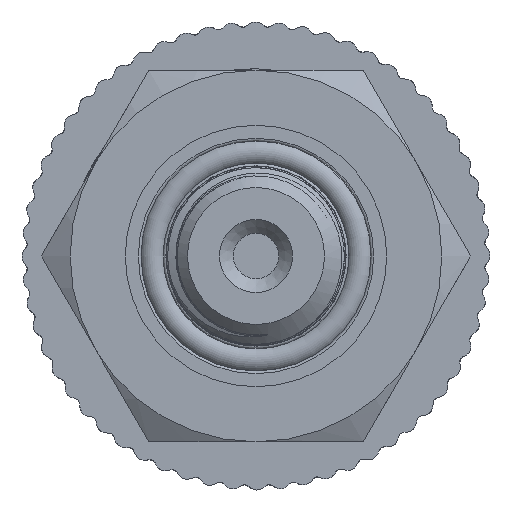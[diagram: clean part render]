
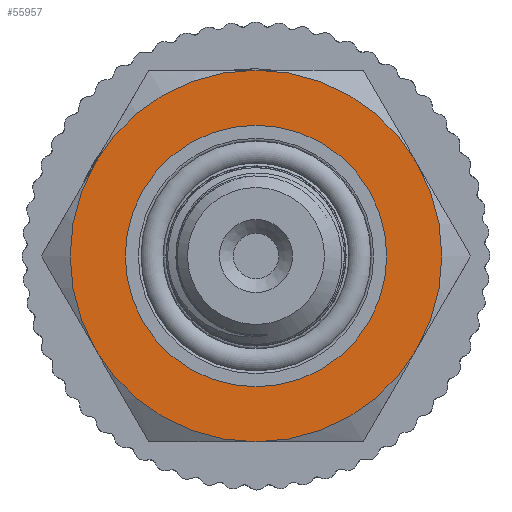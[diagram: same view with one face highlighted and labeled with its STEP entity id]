
A CAD part, left-side view. The second image highlights one B-rep face of the part: STEP entity #55957.
In plain terms, the highlighted conical face has half-angle 89.979 degrees and reference radius 11 mm.
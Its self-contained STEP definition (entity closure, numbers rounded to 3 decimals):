
#7661=CONICAL_SURFACE('',#59343,11.,1.57);
#8265=FACE_OUTER_BOUND('',#11815,.T.);
#11815=EDGE_LOOP('',(#38816,#38817,#38818,#38819));
#15475=CIRCLE('',#59344,13.5);
#15476=CIRCLE('',#59345,9.5);
#17726=LINE('',#92847,#20181);
#20181=VECTOR('',#67462,11.);
#22931=VERTEX_POINT('',#92844);
#22932=VERTEX_POINT('',#92846);
#29074=EDGE_CURVE('',#22931,#22931,#15475,.T.);
#29075=EDGE_CURVE('',#22931,#22932,#17726,.T.);
#29076=EDGE_CURVE('',#22932,#22932,#15476,.T.);
#38816=ORIENTED_EDGE('',*,*,#29074,.F.);
#38817=ORIENTED_EDGE('',*,*,#29075,.T.);
#38818=ORIENTED_EDGE('',*,*,#29076,.T.);
#38819=ORIENTED_EDGE('',*,*,#29075,.F.);
#55957=ADVANCED_FACE('',(#8265),#7661,.T.);
#59343=AXIS2_PLACEMENT_3D('',#92843,#67458,#67459);
#59344=AXIS2_PLACEMENT_3D('',#92845,#67460,#67461);
#59345=AXIS2_PLACEMENT_3D('',#92848,#67463,#67464);
#67458=DIRECTION('center_axis',(1.,0.,0.));
#67459=DIRECTION('ref_axis',(0.,1.,0.));
#67460=DIRECTION('center_axis',(1.,0.,0.));
#67461=DIRECTION('ref_axis',(0.,1.,0.));
#67462=DIRECTION('',(0.,1.,0.));
#67463=DIRECTION('center_axis',(1.,0.,0.));
#67464=DIRECTION('ref_axis',(0.,0.,-1.));
#92843=CARTESIAN_POINT('Origin',(-46.999,0.,0.));
#92844=CARTESIAN_POINT('',(-46.999,-13.5,0.));
#92845=CARTESIAN_POINT('Origin',(-46.999,0.,
0.));
#92846=CARTESIAN_POINT('',(-47.,-9.5,0.));
#92847=CARTESIAN_POINT('',(-46.999,-11.,0.));
#92848=CARTESIAN_POINT('Origin',(-47.,0.,0.));
